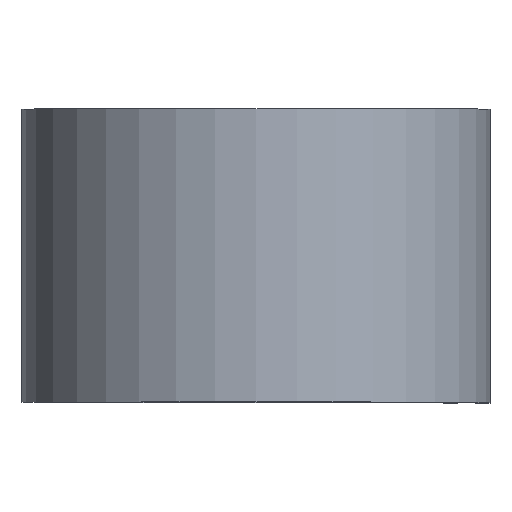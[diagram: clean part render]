
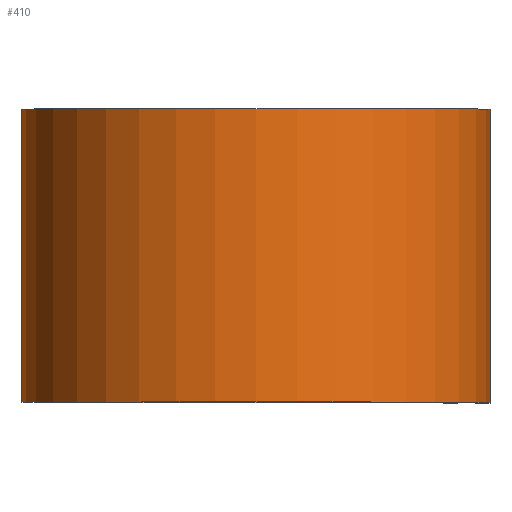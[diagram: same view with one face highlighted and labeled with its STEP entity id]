
A CAD part, top view. The second image highlights one B-rep face of the part: STEP entity #410.
In plain terms, the highlighted cylindrical face has radius 20.269 mm (diameter 40.538 mm), a partial arc.
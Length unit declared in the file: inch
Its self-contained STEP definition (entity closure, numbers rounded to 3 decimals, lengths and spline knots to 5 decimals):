
#18 = EDGE_CURVE ( 'NONE', #117, #546, #44, .T. ) ;
#31 = DIRECTION ( 'NONE',  ( 0., 1., 0. ) ) ;
#35 = DIRECTION ( 'NONE',  ( 1., 0., 0. ) ) ;
#40 = VERTEX_POINT ( 'NONE', #429 ) ;
#44 = LINE ( 'NONE', #495, #591 ) ;
#73 = CARTESIAN_POINT ( 'NONE',  ( 0., 0.5, -0.798 ) ) ;
#117 = VERTEX_POINT ( 'NONE', #73 ) ;
#174 = CARTESIAN_POINT ( 'NONE',  ( 0.798, -0.5, 0. ) ) ;
#185 = ORIENTED_EDGE ( 'NONE', *, *, #18, .T. ) ;
#204 = ORIENTED_EDGE ( 'NONE', *, *, #657, .T. ) ;
#236 = CYLINDRICAL_SURFACE ( 'NONE', #412, 0.798 ) ;
#245 = EDGE_CURVE ( 'NONE', #40, #600, #368, .T. ) ;
#247 = CIRCLE ( 'NONE', #403, 0.798 ) ;
#280 = FACE_OUTER_BOUND ( 'NONE', #449, .T. ) ;
#287 = DIRECTION ( 'NONE',  ( 0., -1., 0. ) ) ;
#303 = CARTESIAN_POINT ( 'NONE',  ( 0., 0.5, 0. ) ) ;
#334 = CARTESIAN_POINT ( 'NONE',  ( 0., -0.5, -0.798 ) ) ;
#336 = ORIENTED_EDGE ( 'NONE', *, *, #245, .F. ) ;
#343 = CIRCLE ( 'NONE', #472, 0.798 ) ;
#368 = LINE ( 'NONE', #643, #379 ) ;
#377 = DIRECTION ( 'NONE',  ( 0., 0., -1. ) ) ;
#379 = VECTOR ( 'NONE', #573, 39.37008 ) ;
#403 = AXIS2_PLACEMENT_3D ( 'NONE', #574, #626, #633 ) ;
#410 = ADVANCED_FACE ( 'NONE', ( #280 ), #236, .T. ) ;
#412 = AXIS2_PLACEMENT_3D ( 'NONE', #303, #287, #377 ) ;
#429 = CARTESIAN_POINT ( 'NONE',  ( 0.798, 0.5, 0. ) ) ;
#449 = EDGE_LOOP ( 'NONE', ( #204, #336, #606, #185 ) ) ;
#472 = AXIS2_PLACEMENT_3D ( 'NONE', #637, #31, #35 ) ;
#495 = CARTESIAN_POINT ( 'NONE',  ( 0., 0.5, -0.798 ) ) ;
#535 = DIRECTION ( 'NONE',  ( 0., -1., 0. ) ) ;
#546 = VERTEX_POINT ( 'NONE', #334 ) ;
#573 = DIRECTION ( 'NONE',  ( 0., -1., 0. ) ) ;
#574 = CARTESIAN_POINT ( 'NONE',  ( 0., -0.5, 0. ) ) ;
#591 = VECTOR ( 'NONE', #535, 39.37008 ) ;
#600 = VERTEX_POINT ( 'NONE', #174 ) ;
#606 = ORIENTED_EDGE ( 'NONE', *, *, #701, .F. ) ;
#626 = DIRECTION ( 'NONE',  ( 0., 1., 0. ) ) ;
#633 = DIRECTION ( 'NONE',  ( 1., 0., 0. ) ) ;
#637 = CARTESIAN_POINT ( 'NONE',  ( 0., 0.5, 0. ) ) ;
#643 = CARTESIAN_POINT ( 'NONE',  ( 0.798, 0.5, 0. ) ) ;
#657 = EDGE_CURVE ( 'NONE', #546, #600, #247, .T. ) ;
#701 = EDGE_CURVE ( 'NONE', #117, #40, #343, .T. ) ;
